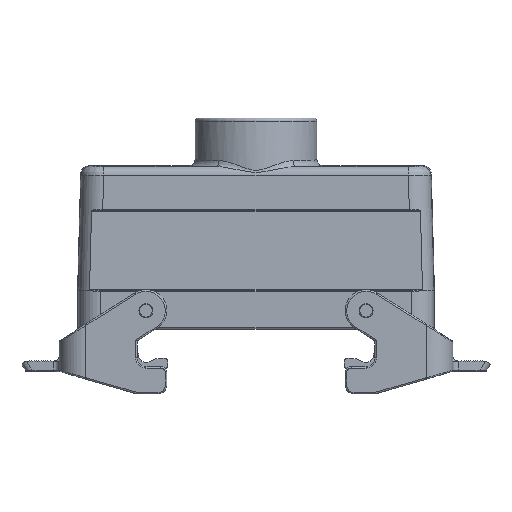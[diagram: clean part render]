
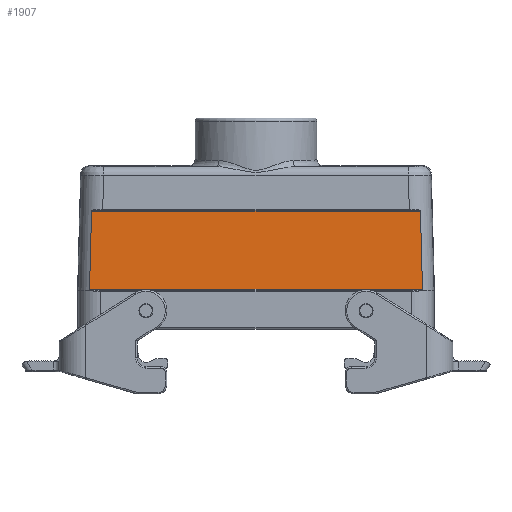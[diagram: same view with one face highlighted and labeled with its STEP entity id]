
A CAD part, front view. The second image highlights one B-rep face of the part: STEP entity #1907.
In plain terms, the highlighted planar face has unit normal (0, -1, 0.018).
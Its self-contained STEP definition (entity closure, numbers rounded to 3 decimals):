
#1300=FACE_OUTER_BOUND('',#3304,.T.);
#1907=ADVANCED_FACE('',(#1300),#2548,.T.);
#2548=PLANE('',#12179);
#3304=EDGE_LOOP('',(#4299,#4300,#4301,#4302,#4303,#4304,#4305,#4306));
#4299=ORIENTED_EDGE('',*,*,#8394,.T.);
#4300=ORIENTED_EDGE('',*,*,#8395,.T.);
#4301=ORIENTED_EDGE('',*,*,#8396,.F.);
#4302=ORIENTED_EDGE('',*,*,#8397,.T.);
#4303=ORIENTED_EDGE('',*,*,#8398,.T.);
#4304=ORIENTED_EDGE('',*,*,#8399,.T.);
#4305=ORIENTED_EDGE('',*,*,#8400,.F.);
#4306=ORIENTED_EDGE('',*,*,#8401,.T.);
#7407=VERTEX_POINT('',#17915);
#7408=VERTEX_POINT('',#17916);
#7409=VERTEX_POINT('',#17930);
#7410=VERTEX_POINT('',#17932);
#7411=VERTEX_POINT('',#17946);
#7412=VERTEX_POINT('',#17948);
#7413=VERTEX_POINT('',#17962);
#7414=VERTEX_POINT('',#17964);
#8394=EDGE_CURVE('',#7407,#7408,#9893,.T.);
#8395=EDGE_CURVE('',#7408,#7409,#11696,.T.);
#8396=EDGE_CURVE('',#7410,#7409,#9894,.T.);
#8397=EDGE_CURVE('',#7410,#7411,#11697,.T.);
#8398=EDGE_CURVE('',#7411,#7412,#9895,.T.);
#8399=EDGE_CURVE('',#7412,#7413,#11698,.T.);
#8400=EDGE_CURVE('',#7414,#7413,#9896,.T.);
#8401=EDGE_CURVE('',#7414,#7407,#11699,.T.);
#9893=LINE('',#17914,#10788);
#9894=LINE('',#17931,#10789);
#9895=LINE('',#17947,#10790);
#9896=LINE('',#17963,#10791);
#10788=VECTOR('',#13353,1.);
#10789=VECTOR('',#13354,1.);
#10790=VECTOR('',#13355,1.);
#10791=VECTOR('',#13356,1.);
#11696=B_SPLINE_CURVE_WITH_KNOTS('',3,(#17917,#17918,#17919,#17920,#17921,
#17922,#17923,#17924,#17925,#17926,#17927,#17928,#17929),.UNSPECIFIED.,
 .F.,.F.,(4,3,3,3,4),(0.,0.567,0.85,0.972,
1.),.UNSPECIFIED.);
#11697=B_SPLINE_CURVE_WITH_KNOTS('',3,(#17933,#17934,#17935,#17936,#17937,
#17938,#17939,#17940,#17941,#17942,#17943,#17944,#17945),.UNSPECIFIED.,
 .F.,.F.,(4,3,3,3,4),(0.,0.502,0.887,0.985,
1.),.UNSPECIFIED.);
#11698=B_SPLINE_CURVE_WITH_KNOTS('',3,(#17949,#17950,#17951,#17952,#17953,
#17954,#17955,#17956,#17957,#17958,#17959,#17960,#17961),.UNSPECIFIED.,
 .F.,.F.,(4,3,3,3,4),(0.,0.015,0.145,0.533,
1.),.UNSPECIFIED.);
#11699=B_SPLINE_CURVE_WITH_KNOTS('',3,(#17965,#17966,#17967,#17968,#17969,
#17970,#17971,#17972,#17973,#17974,#17975,#17976,#17977),.UNSPECIFIED.,
 .F.,.F.,(4,3,3,3,4),(0.,0.028,0.15,0.433,
1.),.UNSPECIFIED.);
#12179=AXIS2_PLACEMENT_3D('',#17978,#13357,#13358);
#13353=DIRECTION('',(1.,0.,0.));
#13354=DIRECTION('',(0.026,-0.018,-1.));
#13355=DIRECTION('',(-1.,0.,0.));
#13356=DIRECTION('',(0.026,0.018,1.));
#13357=DIRECTION('',(0.,-1.,0.018));
#13358=DIRECTION('',(0.,-0.018,-1.));
#17914=CARTESIAN_POINT('',(55.465,-20.492,4.274));
#17915=CARTESIAN_POINT('',(-54.921,-20.492,4.274));
#17916=CARTESIAN_POINT('',(54.921,-20.492,4.274));
#17917=CARTESIAN_POINT('',(54.921,-20.492,4.274));
#17918=CARTESIAN_POINT('',(55.136,-20.492,4.274));
#17919=CARTESIAN_POINT('',(55.355,-20.493,4.259));
#17920=CARTESIAN_POINT('',(55.564,-20.494,4.205));
#17921=CARTESIAN_POINT('',(55.668,-20.494,4.178));
#17922=CARTESIAN_POINT('',(55.772,-20.495,4.14));
#17923=CARTESIAN_POINT('',(55.864,-20.496,4.082));
#17924=CARTESIAN_POINT('',(55.903,-20.496,4.057));
#17925=CARTESIAN_POINT('',(55.941,-20.497,4.028));
#17926=CARTESIAN_POINT('',(55.973,-20.497,3.994));
#17927=CARTESIAN_POINT('',(55.981,-20.497,3.986));
#17928=CARTESIAN_POINT('',(55.988,-20.498,3.978));
#17929=CARTESIAN_POINT('',(55.995,-20.498,3.97));
#17930=CARTESIAN_POINT('',(55.995,-20.498,3.97));
#17931=CARTESIAN_POINT('',(56.001,-20.502,3.738));
#17932=CARTESIAN_POINT('',(55.316,-20.029,30.206));
#17933=CARTESIAN_POINT('',(55.316,-20.029,30.206));
#17934=CARTESIAN_POINT('',(55.315,-20.028,30.245));
#17935=CARTESIAN_POINT('',(55.308,-20.028,30.285));
#17936=CARTESIAN_POINT('',(55.293,-20.027,30.321));
#17937=CARTESIAN_POINT('',(55.283,-20.027,30.349));
#17938=CARTESIAN_POINT('',(55.267,-20.026,30.376));
#17939=CARTESIAN_POINT('',(55.248,-20.026,30.398));
#17940=CARTESIAN_POINT('',(55.243,-20.026,30.404));
#17941=CARTESIAN_POINT('',(55.237,-20.026,30.41));
#17942=CARTESIAN_POINT('',(55.232,-20.025,30.416));
#17943=CARTESIAN_POINT('',(55.231,-20.025,30.416));
#17944=CARTESIAN_POINT('',(55.23,-20.025,30.417));
#17945=CARTESIAN_POINT('',(55.229,-20.025,30.418));
#17946=CARTESIAN_POINT('',(55.229,-20.025,30.418));
#17947=CARTESIAN_POINT('',(-55.304,-20.025,30.418));
#17948=CARTESIAN_POINT('',(-55.229,-20.025,30.418));
#17949=CARTESIAN_POINT('',(-55.229,-20.025,30.418));
#17950=CARTESIAN_POINT('',(-55.23,-20.025,30.417));
#17951=CARTESIAN_POINT('',(-55.231,-20.025,30.416));
#17952=CARTESIAN_POINT('',(-55.232,-20.025,30.416));
#17953=CARTESIAN_POINT('',(-55.239,-20.026,30.408));
#17954=CARTESIAN_POINT('',(-55.246,-20.026,30.401));
#17955=CARTESIAN_POINT('',(-55.252,-20.026,30.393));
#17956=CARTESIAN_POINT('',(-55.271,-20.026,30.369));
#17957=CARTESIAN_POINT('',(-55.286,-20.027,30.342));
#17958=CARTESIAN_POINT('',(-55.296,-20.027,30.313));
#17959=CARTESIAN_POINT('',(-55.309,-20.028,30.279));
#17960=CARTESIAN_POINT('',(-55.315,-20.029,30.243));
#17961=CARTESIAN_POINT('',(-55.316,-20.029,30.206));
#17962=CARTESIAN_POINT('',(-55.316,-20.029,30.206));
#17963=CARTESIAN_POINT('',(-54.835,-19.697,48.803));
#17964=CARTESIAN_POINT('',(-55.995,-20.498,3.97));
#17965=CARTESIAN_POINT('',(-55.995,-20.498,3.97));
#17966=CARTESIAN_POINT('',(-55.988,-20.498,3.978));
#17967=CARTESIAN_POINT('',(-55.981,-20.497,3.986));
#17968=CARTESIAN_POINT('',(-55.973,-20.497,3.994));
#17969=CARTESIAN_POINT('',(-55.941,-20.497,4.028));
#17970=CARTESIAN_POINT('',(-55.903,-20.496,4.057));
#17971=CARTESIAN_POINT('',(-55.864,-20.496,4.082));
#17972=CARTESIAN_POINT('',(-55.772,-20.495,4.14));
#17973=CARTESIAN_POINT('',(-55.668,-20.494,4.178));
#17974=CARTESIAN_POINT('',(-55.564,-20.494,4.205));
#17975=CARTESIAN_POINT('',(-55.355,-20.493,4.259));
#17976=CARTESIAN_POINT('',(-55.136,-20.492,4.274));
#17977=CARTESIAN_POINT('',(-54.921,-20.492,4.274));
#17978=CARTESIAN_POINT('',(70.,-20.497,4.027));
